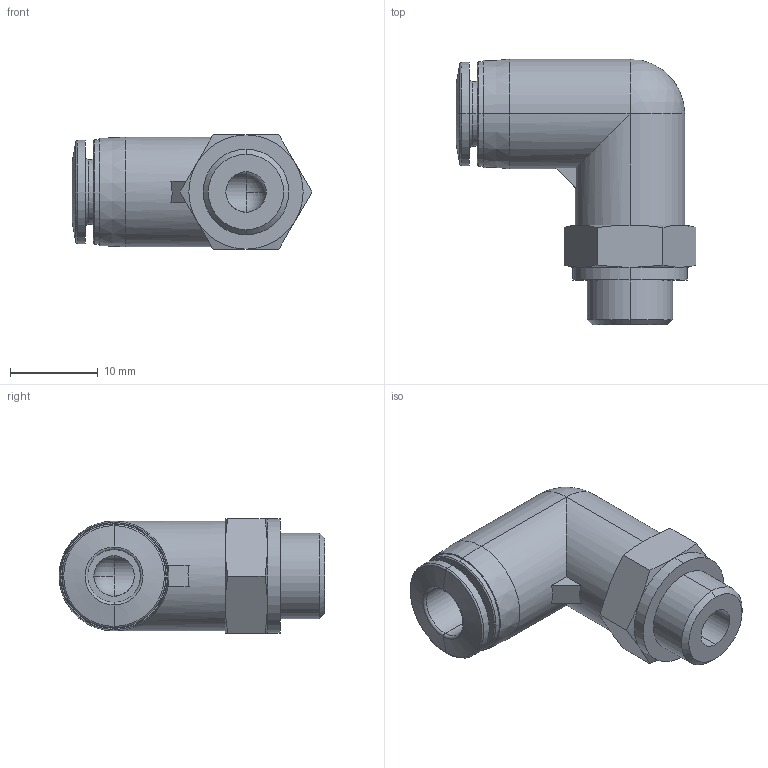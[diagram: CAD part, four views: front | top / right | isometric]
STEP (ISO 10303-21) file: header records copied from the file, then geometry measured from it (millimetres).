
FILE_DESCRIPTION (( 'STEP AP214' ), '1' );
FILE_NAME ('QSL-G1_8-6 - STEP.STEP', '2013-04-19T14:55:58', ( '' ), ( '' ), 'SwSTEP 2.0', 'SolidWorks 2012', '' );
FILE_SCHEMA (( 'AUTOMOTIVE_DESIGN' ));
Length unit declared in the file: millimetre
Products named in the file (1): QSL-G1_8-6 - STEP
Bounding box: 27.31 x 30.25 x 13 mm (x, y, z)
Volume: 4137.1 mm3; surface area: 2697.1 mm2
Topology: 1 solids, 1 shells, 65 faces, 140 edges, 79 vertices
Faces by surface type: cylinder 20, cone 20, plane 16, torus 6, sphere 3
Entity records: 2091 total; most frequent: CARTESIAN_POINT 375, DIRECTION 306, ORIENTED_EDGE 272, EDGE_CURVE 136, AXIS2_PLACEMENT_3D 133, VERTEX_POINT 78, EDGE_LOOP 72, CIRCLE 67
